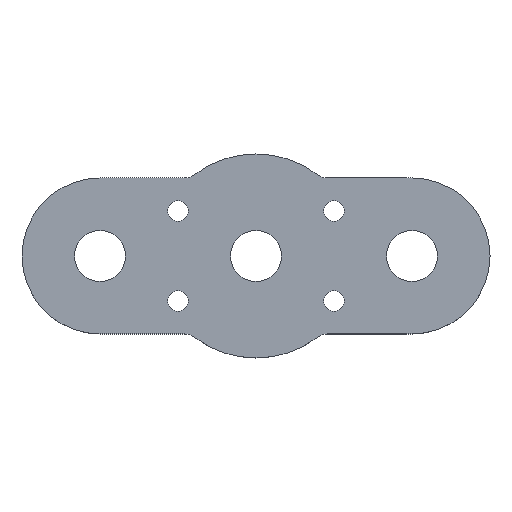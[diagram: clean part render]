
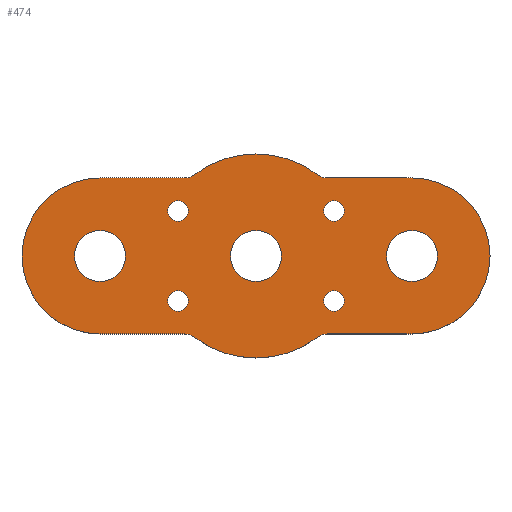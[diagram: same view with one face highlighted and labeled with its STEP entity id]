
A CAD part, top view. The second image highlights one B-rep face of the part: STEP entity #474.
In plain terms, the highlighted planar face has unit normal (0, 0, 1).
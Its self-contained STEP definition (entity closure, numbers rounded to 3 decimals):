
#15=FACE_BOUND('',#99,.T.);
#16=FACE_BOUND('',#100,.T.);
#17=FACE_BOUND('',#101,.T.);
#18=FACE_BOUND('',#102,.T.);
#19=FACE_BOUND('',#103,.T.);
#20=FACE_BOUND('',#104,.T.);
#21=FACE_BOUND('',#105,.T.);
#33=PLANE('',#547);
#73=FACE_OUTER_BOUND('',#98,.T.);
#98=EDGE_LOOP('',(#409,#410,#411,#412,#413,#414,#415,#416,#417,#418,#419,
#420));
#99=EDGE_LOOP('',(#421));
#100=EDGE_LOOP('',(#422));
#101=EDGE_LOOP('',(#423));
#102=EDGE_LOOP('',(#424));
#103=EDGE_LOOP('',(#425));
#104=EDGE_LOOP('',(#426));
#105=EDGE_LOOP('',(#427));
#127=LINE('',#766,#158);
#134=LINE('',#791,#165);
#138=LINE('',#803,#169);
#144=LINE('',#827,#175);
#158=VECTOR('',#624,10.);
#165=VECTOR('',#651,10.);
#169=VECTOR('',#663,10.);
#175=VECTOR('',#689,10.);
#178=CIRCLE('',#494,1.7);
#181=CIRCLE('',#499,1.7);
#184=CIRCLE('',#504,1.7);
#187=CIRCLE('',#509,1.7);
#189=CIRCLE('',#512,4.25);
#191=CIRCLE('',#515,4.25);
#193=CIRCLE('',#518,4.25);
#195=CIRCLE('',#522,3.);
#197=CIRCLE('',#525,17.);
#199=CIRCLE('',#528,3.);
#201=CIRCLE('',#532,13.);
#203=CIRCLE('',#536,3.);
#205=CIRCLE('',#539,17.);
#207=CIRCLE('',#542,3.);
#209=CIRCLE('',#546,13.);
#212=VERTEX_POINT('',#708);
#215=VERTEX_POINT('',#718);
#218=VERTEX_POINT('',#728);
#221=VERTEX_POINT('',#738);
#223=VERTEX_POINT('',#744);
#225=VERTEX_POINT('',#750);
#227=VERTEX_POINT('',#756);
#230=VERTEX_POINT('',#763);
#231=VERTEX_POINT('',#765);
#233=VERTEX_POINT('',#771);
#235=VERTEX_POINT('',#777);
#237=VERTEX_POINT('',#783);
#239=VERTEX_POINT('',#789);
#241=VERTEX_POINT('',#795);
#243=VERTEX_POINT('',#801);
#245=VERTEX_POINT('',#807);
#247=VERTEX_POINT('',#813);
#249=VERTEX_POINT('',#819);
#251=VERTEX_POINT('',#825);
#256=EDGE_CURVE('',#212,#212,#178,.T.);
#261=EDGE_CURVE('',#215,#215,#181,.T.);
#266=EDGE_CURVE('',#218,#218,#184,.T.);
#271=EDGE_CURVE('',#221,#221,#187,.T.);
#274=EDGE_CURVE('',#223,#223,#189,.T.);
#277=EDGE_CURVE('',#225,#225,#191,.T.);
#280=EDGE_CURVE('',#227,#227,#193,.T.);
#283=EDGE_CURVE('',#230,#231,#127,.T.);
#287=EDGE_CURVE('',#230,#233,#195,.T.);
#290=EDGE_CURVE('',#235,#233,#197,.T.);
#293=EDGE_CURVE('',#235,#237,#199,.T.);
#296=EDGE_CURVE('',#239,#237,#134,.T.);
#299=EDGE_CURVE('',#241,#239,#201,.T.);
#302=EDGE_CURVE('',#241,#243,#138,.T.);
#305=EDGE_CURVE('',#243,#245,#203,.T.);
#308=EDGE_CURVE('',#247,#245,#205,.T.);
#311=EDGE_CURVE('',#247,#249,#207,.T.);
#314=EDGE_CURVE('',#249,#251,#144,.T.);
#316=EDGE_CURVE('',#231,#251,#209,.T.);
#409=ORIENTED_EDGE('',*,*,#299,.F.);
#410=ORIENTED_EDGE('',*,*,#302,.T.);
#411=ORIENTED_EDGE('',*,*,#305,.T.);
#412=ORIENTED_EDGE('',*,*,#308,.F.);
#413=ORIENTED_EDGE('',*,*,#311,.T.);
#414=ORIENTED_EDGE('',*,*,#314,.T.);
#415=ORIENTED_EDGE('',*,*,#316,.F.);
#416=ORIENTED_EDGE('',*,*,#283,.F.);
#417=ORIENTED_EDGE('',*,*,#287,.T.);
#418=ORIENTED_EDGE('',*,*,#290,.F.);
#419=ORIENTED_EDGE('',*,*,#293,.T.);
#420=ORIENTED_EDGE('',*,*,#296,.F.);
#421=ORIENTED_EDGE('',*,*,#256,.T.);
#422=ORIENTED_EDGE('',*,*,#261,.T.);
#423=ORIENTED_EDGE('',*,*,#266,.T.);
#424=ORIENTED_EDGE('',*,*,#271,.T.);
#425=ORIENTED_EDGE('',*,*,#274,.T.);
#426=ORIENTED_EDGE('',*,*,#277,.T.);
#427=ORIENTED_EDGE('',*,*,#280,.T.);
#474=ADVANCED_FACE('',(#73,#15,#16,#17,#18,#19,#20,#21),#33,.F.);
#494=AXIS2_PLACEMENT_3D('',#710,#561,#562);
#499=AXIS2_PLACEMENT_3D('',#720,#573,#574);
#504=AXIS2_PLACEMENT_3D('',#730,#585,#586);
#509=AXIS2_PLACEMENT_3D('',#740,#597,#598);
#512=AXIS2_PLACEMENT_3D('',#746,#604,#605);
#515=AXIS2_PLACEMENT_3D('',#752,#611,#612);
#518=AXIS2_PLACEMENT_3D('',#758,#618,#619);
#522=AXIS2_PLACEMENT_3D('',#773,#631,#632);
#525=AXIS2_PLACEMENT_3D('',#779,#638,#639);
#528=AXIS2_PLACEMENT_3D('',#785,#645,#646);
#532=AXIS2_PLACEMENT_3D('',#797,#657,#658);
#536=AXIS2_PLACEMENT_3D('',#809,#669,#670);
#539=AXIS2_PLACEMENT_3D('',#815,#676,#677);
#542=AXIS2_PLACEMENT_3D('',#821,#683,#684);
#546=AXIS2_PLACEMENT_3D('',#830,#694,#695);
#547=AXIS2_PLACEMENT_3D('',#831,#696,#697);
#561=DIRECTION('center_axis',(0.,0.,-1.));
#562=DIRECTION('ref_axis',(-1.,0.,0.));
#573=DIRECTION('center_axis',(0.,0.,-1.));
#574=DIRECTION('ref_axis',(-1.,0.,0.));
#585=DIRECTION('center_axis',(0.,0.,-1.));
#586=DIRECTION('ref_axis',(-1.,0.,0.));
#597=DIRECTION('center_axis',(0.,0.,-1.));
#598=DIRECTION('ref_axis',(-1.,0.,0.));
#604=DIRECTION('center_axis',(0.,0.,-1.));
#605=DIRECTION('ref_axis',(-1.,0.,0.));
#611=DIRECTION('center_axis',(0.,0.,-1.));
#612=DIRECTION('ref_axis',(-1.,0.,0.));
#618=DIRECTION('center_axis',(0.,0.,-1.));
#619=DIRECTION('ref_axis',(-1.,0.,0.));
#624=DIRECTION('',(1.,0.,0.));
#631=DIRECTION('center_axis',(0.,0.,-1.));
#632=DIRECTION('ref_axis',(-0.316,-0.949,0.));
#638=DIRECTION('center_axis',(0.,0.,-1.));
#639=DIRECTION('ref_axis',(-0.644,0.765,0.));
#645=DIRECTION('center_axis',(0.,0.,-1.));
#646=DIRECTION('ref_axis',(0.316,-0.949,0.));
#651=DIRECTION('',(1.,0.,0.));
#657=DIRECTION('center_axis',(0.,0.,-1.));
#658=DIRECTION('ref_axis',(0.,-1.,0.));
#663=DIRECTION('',(1.,0.,0.));
#669=DIRECTION('center_axis',(0.,0.,-1.));
#670=DIRECTION('ref_axis',(0.316,0.949,0.));
#676=DIRECTION('center_axis',(0.,0.,-1.));
#677=DIRECTION('ref_axis',(0.644,-0.765,0.));
#683=DIRECTION('center_axis',(0.,0.,-1.));
#684=DIRECTION('ref_axis',(-0.316,0.949,0.));
#689=DIRECTION('',(1.,0.,0.));
#694=DIRECTION('center_axis',(0.,0.,-1.));
#695=DIRECTION('ref_axis',(0.,1.,0.));
#696=DIRECTION('center_axis',(0.,0.,-1.));
#697=DIRECTION('ref_axis',(1.,0.,0.));
#708=CARTESIAN_POINT('',(14.7,-7.5,83.175));
#710=CARTESIAN_POINT('Origin',(13.,-7.5,83.175));
#718=CARTESIAN_POINT('',(-11.3,-7.5,83.175));
#720=CARTESIAN_POINT('Origin',(-13.,-7.5,83.175));
#728=CARTESIAN_POINT('',(-11.3,7.5,83.175));
#730=CARTESIAN_POINT('Origin',(-13.,7.5,83.175));
#738=CARTESIAN_POINT('',(14.7,7.5,83.175));
#740=CARTESIAN_POINT('Origin',(13.,7.5,83.175));
#744=CARTESIAN_POINT('',(4.25,0.,83.175));
#746=CARTESIAN_POINT('Origin',(0.,0.,83.175));
#750=CARTESIAN_POINT('',(-21.75,0.,83.175));
#752=CARTESIAN_POINT('Origin',(-26.,0.,83.175));
#756=CARTESIAN_POINT('',(30.25,0.,83.175));
#758=CARTESIAN_POINT('Origin',(26.,0.,83.175));
#763=CARTESIAN_POINT('',(12.,13.,83.175));
#765=CARTESIAN_POINT('',(26.,13.,83.175));
#766=CARTESIAN_POINT('',(10.954,13.,83.175));
#771=CARTESIAN_POINT('',(10.2,13.6,83.175));
#773=CARTESIAN_POINT('Origin',(12.,16.,83.175));
#777=CARTESIAN_POINT('',(-10.2,13.6,83.175));
#779=CARTESIAN_POINT('Origin',(0.,0.,83.175));
#783=CARTESIAN_POINT('',(-12.,13.,83.175));
#785=CARTESIAN_POINT('Origin',(-12.,16.,83.175));
#789=CARTESIAN_POINT('',(-26.,13.,83.175));
#791=CARTESIAN_POINT('',(-26.,13.,83.175));
#795=CARTESIAN_POINT('',(-26.,-13.,83.175));
#797=CARTESIAN_POINT('Origin',(-26.,0.,83.175));
#801=CARTESIAN_POINT('',(-12.,-13.,83.175));
#803=CARTESIAN_POINT('',(-26.,-13.,83.175));
#807=CARTESIAN_POINT('',(-10.2,-13.6,83.175));
#809=CARTESIAN_POINT('Origin',(-12.,-16.,83.175));
#813=CARTESIAN_POINT('',(10.2,-13.6,83.175));
#815=CARTESIAN_POINT('Origin',(0.,0.,83.175));
#819=CARTESIAN_POINT('',(12.,-13.,83.175));
#821=CARTESIAN_POINT('Origin',(12.,-16.,83.175));
#825=CARTESIAN_POINT('',(26.,-13.,83.175));
#827=CARTESIAN_POINT('',(10.954,-13.,83.175));
#830=CARTESIAN_POINT('Origin',(26.,0.,83.175));
#831=CARTESIAN_POINT('Origin',(0.,0.,
83.175));
